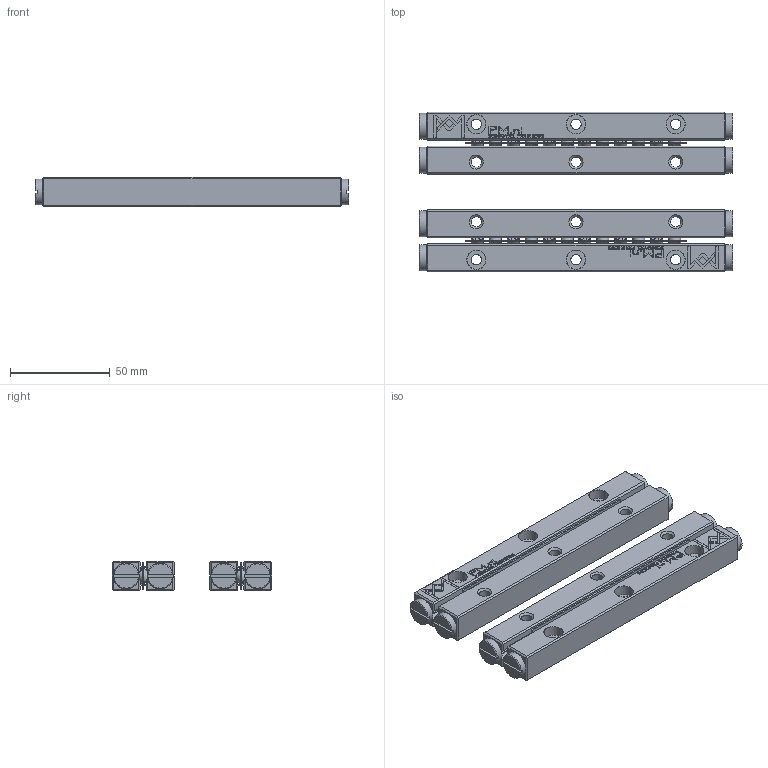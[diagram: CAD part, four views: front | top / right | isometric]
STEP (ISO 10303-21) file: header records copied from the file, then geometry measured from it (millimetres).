
FILE_DESCRIPTION(/* description */ (''),/* implementation_level */ '2;1');
FILE_NAME(/* name */ 'Set RSD-6150x12AA_stp.stp',/* time_stamp */ '2025-02-24T09:37:09+01:00',/* author */ (''),/* organization */ (''),/* preprocessor_version */ 'ST-DEVELOPER v16.7',/* originating_system */ 'SIEMENS PLM Software NX 12.0',/* authorisation */ '');
FILE_SCHEMA (('AUTOMOTIVE_DESIGN { 1 0 10303 214 3 1 1 1 }'));
Products named in the file (1): Set RSD-6150x12AA_stp
Bounding box: 157.4 x 80 x 15 mm (x, y, z)
Volume: 121396.5 mm3; surface area: 55294.4 mm2
Topology: 38 solids, 38 shells, 2316 faces, 6016 edges, 3928 vertices
Faces by surface type: plane 1412, cylinder 424, bspline 360, cone 120
Full cylindrical faces by diameter (mm): 4.3 x8, 5 x8, 5.2 x20, 6 x24, 9.5 x12, 13 x8
Entity records: 79300 total; most frequent: CARTESIAN_POINT 17101, ORIENTED_EDGE 11520, DIRECTION 9866, EDGE_CURVE 5760, LINE 4000, VECTOR 4000, VERTEX_POINT 3864, AXIS2_PLACEMENT_3D 2933
